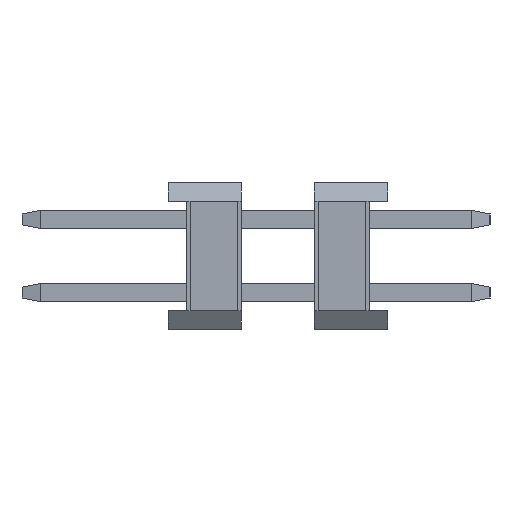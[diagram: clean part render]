
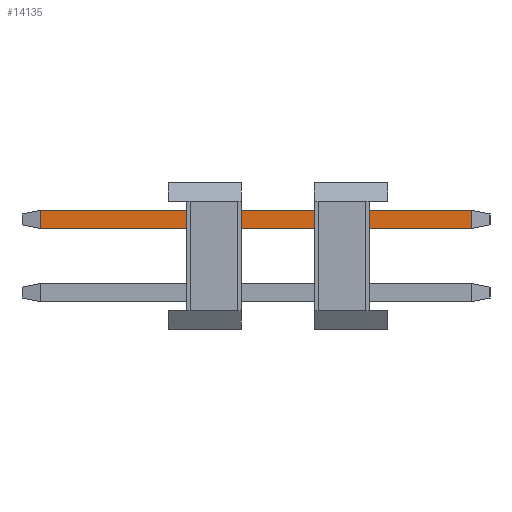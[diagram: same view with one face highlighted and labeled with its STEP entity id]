
A CAD part, left-side view. The second image highlights one B-rep face of the part: STEP entity #14135.
In plain terms, the highlighted planar face has unit normal (-1, 0, 0).
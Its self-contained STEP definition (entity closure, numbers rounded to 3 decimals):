
#13969=CARTESIAN_POINT('',(-0.25,9.5,0.75));
#13970=VERTEX_POINT('',#13969);
#14000=CARTESIAN_POINT('',(-0.25,-2.3,0.75));
#14001=VERTEX_POINT('',#14000);
#14002=CARTESIAN_POINT('',(-0.25,-2.3,0.75));
#14003=DIRECTION('',(0.,1.,0.));
#14004=VECTOR('',#14003,11.8);
#14005=LINE('',#14002,#14004);
#14006=EDGE_CURVE('',#14001,#13970,#14005,.T.);
#14095=CARTESIAN_POINT('',(-0.25,-2.3,1.25));
#14096=VERTEX_POINT('',#14095);
#14103=CARTESIAN_POINT('',(-0.25,-2.3,1.25));
#14104=DIRECTION('',(0.,0.,-1.));
#14105=VECTOR('',#14104,0.5);
#14106=LINE('',#14103,#14105);
#14107=EDGE_CURVE('',#14096,#14001,#14106,.T.);
#14112=CARTESIAN_POINT('',(-0.25,10.,1.25));
#14113=DIRECTION('',(0.,0.,-1.));
#14114=DIRECTION('',(-1.,-0.,-0.));
#14115=AXIS2_PLACEMENT_3D('',#14112,#14114,#14113);
#14116=PLANE('',#14115);
#14117=CARTESIAN_POINT('',(-0.25,9.5,1.25));
#14118=VERTEX_POINT('',#14117);
#14119=CARTESIAN_POINT('',(-0.25,-2.3,1.25));
#14120=DIRECTION('',(0.,1.,0.));
#14121=VECTOR('',#14120,11.8);
#14122=LINE('',#14119,#14121);
#14123=EDGE_CURVE('',#14096,#14118,#14122,.T.);
#14124=ORIENTED_EDGE('',*,*,#14123,.T.);
#14125=CARTESIAN_POINT('',(-0.25,9.5,1.25));
#14126=DIRECTION('',(0.,0.,-1.));
#14127=VECTOR('',#14126,0.5);
#14128=LINE('',#14125,#14127);
#14129=EDGE_CURVE('',#14118,#13970,#14128,.T.);
#14130=ORIENTED_EDGE('',*,*,#14129,.T.);
#14131=ORIENTED_EDGE('',*,*,#14006,.F.);
#14132=ORIENTED_EDGE('',*,*,#14107,.F.);
#14133=EDGE_LOOP('',(#14124,#14130,#14131,#14132));
#14134=FACE_OUTER_BOUND('',#14133,.T.);
#14135=ADVANCED_FACE('',(#14134),#14116,.T.);
